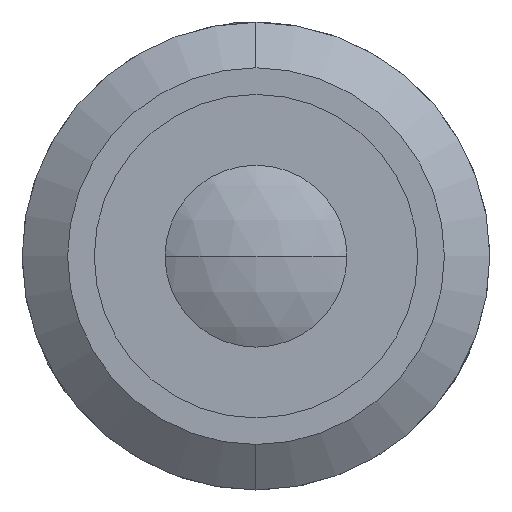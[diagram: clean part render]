
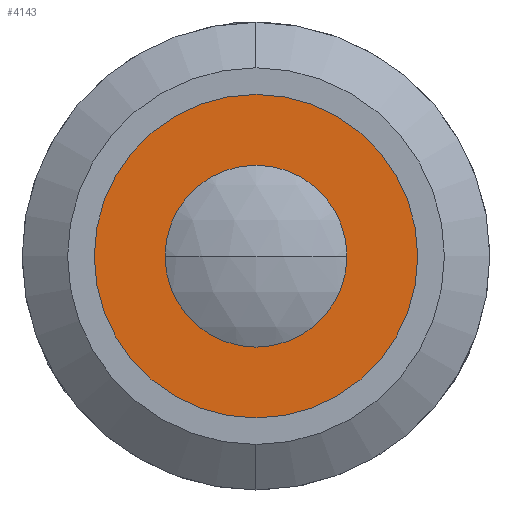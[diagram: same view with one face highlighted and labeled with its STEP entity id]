
A CAD part, left-side view. The second image highlights one B-rep face of the part: STEP entity #4143.
In plain terms, the highlighted planar face has unit normal (-1, 0, 0).
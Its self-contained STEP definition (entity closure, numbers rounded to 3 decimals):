
#285 = EDGE_LOOP ( 'NONE', ( #3490, #683 ) ) ;
#297 = DIRECTION ( 'NONE',  ( 0., 0., -1. ) ) ;
#328 = CARTESIAN_POINT ( 'NONE',  ( 3.8, 0., 0. ) ) ;
#344 = FACE_BOUND ( 'NONE', #285, .T. ) ;
#654 = DIRECTION ( 'NONE',  ( 1., 0., 0. ) ) ;
#683 = ORIENTED_EDGE ( 'NONE', *, *, #3212, .F. ) ;
#887 = DIRECTION ( 'NONE',  ( 0., 0., 1. ) ) ;
#1102 = AXIS2_PLACEMENT_3D ( 'NONE', #1600, #3965, #887 ) ;
#1167 = AXIS2_PLACEMENT_3D ( 'NONE', #3747, #4449, #3765 ) ;
#1197 = VERTEX_POINT ( 'NONE', #3270 ) ;
#1230 = CARTESIAN_POINT ( 'NONE',  ( 3.8, 0., 13. ) ) ;
#1239 = CIRCLE ( 'NONE', #2092, 7. ) ;
#1298 = AXIS2_PLACEMENT_3D ( 'NONE', #1734, #654, #297 ) ;
#1437 = CARTESIAN_POINT ( 'NONE',  ( 3.8, 0., -13. ) ) ;
#1524 = CIRCLE ( 'NONE', #1102, 13. ) ;
#1580 = VERTEX_POINT ( 'NONE', #3800 ) ;
#1600 = CARTESIAN_POINT ( 'NONE',  ( 3.8, 0., 0. ) ) ;
#1734 = CARTESIAN_POINT ( 'NONE',  ( 3.8, 13., 0. ) ) ;
#2008 = VERTEX_POINT ( 'NONE', #1437 ) ;
#2092 = AXIS2_PLACEMENT_3D ( 'NONE', #328, #3066, #3761 ) ;
#2353 = EDGE_CURVE ( 'NONE', #2008, #2490, #3992, .T. ) ;
#2474 = DIRECTION ( 'NONE',  ( 0., 0., 1. ) ) ;
#2490 = VERTEX_POINT ( 'NONE', #1230 ) ;
#2652 = EDGE_CURVE ( 'NONE', #1197, #1580, #1239, .T. ) ;
#2803 = CARTESIAN_POINT ( 'NONE',  ( 3.8, 0., 0. ) ) ;
#2929 = EDGE_CURVE ( 'NONE', #2490, #2008, #1524, .T. ) ;
#3066 = DIRECTION ( 'NONE',  ( -1., 0., 0. ) ) ;
#3095 = CIRCLE ( 'NONE', #1167, 7. ) ;
#3176 = EDGE_LOOP ( 'NONE', ( #4397, #4308 ) ) ;
#3212 = EDGE_CURVE ( 'NONE', #1580, #1197, #3095, .T. ) ;
#3270 = CARTESIAN_POINT ( 'NONE',  ( 3.8, 0., 7. ) ) ;
#3490 = ORIENTED_EDGE ( 'NONE', *, *, #2652, .F. ) ;
#3501 = DIRECTION ( 'NONE',  ( -1., 0., 0. ) ) ;
#3709 = PLANE ( 'NONE',  #1298 ) ;
#3730 = FACE_OUTER_BOUND ( 'NONE', #3176, .T. ) ;
#3747 = CARTESIAN_POINT ( 'NONE',  ( 3.8, 0., 0. ) ) ;
#3761 = DIRECTION ( 'NONE',  ( 0., 0., 1. ) ) ;
#3765 = DIRECTION ( 'NONE',  ( 0., 0., 1. ) ) ;
#3800 = CARTESIAN_POINT ( 'NONE',  ( 3.8, 0., -7. ) ) ;
#3965 = DIRECTION ( 'NONE',  ( -1., 0., 0. ) ) ;
#3992 = CIRCLE ( 'NONE', #4277, 13. ) ;
#4143 = ADVANCED_FACE ( 'NONE', ( #344, #3730 ), #3709, .F. ) ;
#4277 = AXIS2_PLACEMENT_3D ( 'NONE', #2803, #3501, #2474 ) ;
#4308 = ORIENTED_EDGE ( 'NONE', *, *, #2353, .T. ) ;
#4397 = ORIENTED_EDGE ( 'NONE', *, *, #2929, .T. ) ;
#4449 = DIRECTION ( 'NONE',  ( -1., 0., 0. ) ) ;
